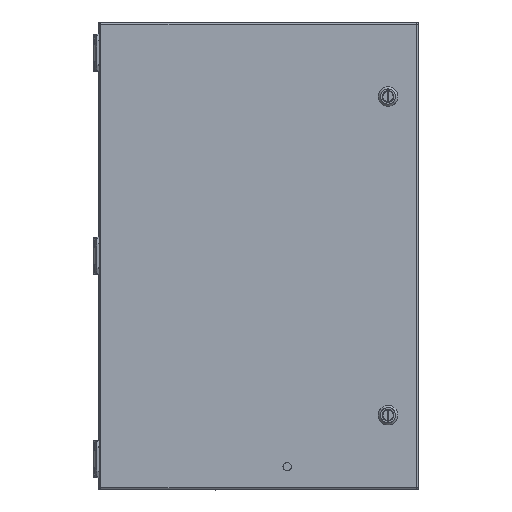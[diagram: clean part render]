
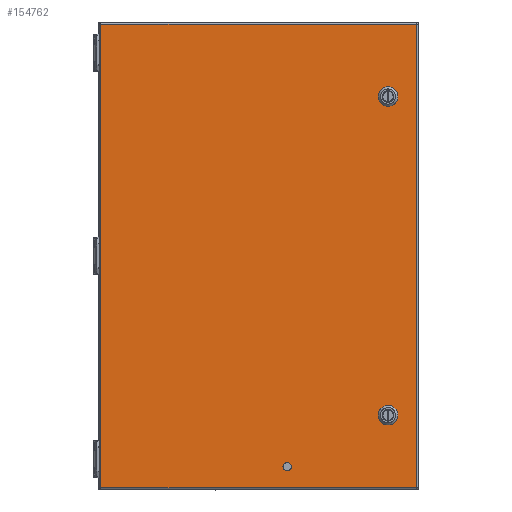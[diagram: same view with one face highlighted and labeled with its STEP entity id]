
A CAD part, top view. The second image highlights one B-rep face of the part: STEP entity #154762.
In plain terms, the highlighted planar face has unit normal (0, 0, 1).
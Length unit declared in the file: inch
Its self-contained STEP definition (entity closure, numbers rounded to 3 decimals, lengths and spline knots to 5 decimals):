
#4417 = LINE ( 'NONE', #113654, #112777 ) ;
#8017 = VECTOR ( 'NONE', #57677, 39.37008 ) ;
#11550 = VECTOR ( 'NONE', #98557, 39.37008 ) ;
#17452 = LINE ( 'NONE', #59412, #8017 ) ;
#22793 = DIRECTION ( 'NONE',  ( 1., 0., 0. ) ) ;
#23673 = DIRECTION ( 'NONE',  ( 0., 0., 1. ) ) ;
#29730 = CARTESIAN_POINT ( 'NONE',  ( 6.40945, -9.41016, 2.63453 ) ) ;
#30101 = EDGE_CURVE ( 'NONE', #62132, #50686, #4417, .T. ) ;
#36964 = EDGE_CURVE ( 'NONE', #92744, #71171, #17452, .T. ) ;
#45056 = DIRECTION ( 'NONE',  ( -1., 0., 0. ) ) ;
#47720 = CARTESIAN_POINT ( 'NONE',  ( -6.4707, 9.41, 2.63453 ) ) ;
#50686 = VERTEX_POINT ( 'NONE', #144240 ) ;
#57677 = DIRECTION ( 'NONE',  ( 0., 1., 0. ) ) ;
#59412 = CARTESIAN_POINT ( 'NONE',  ( 6.40945, 9.47, 2.63453 ) ) ;
#61349 = EDGE_CURVE ( 'NONE', #50686, #92744, #78897, .T. ) ;
#62054 = FACE_OUTER_BOUND ( 'NONE', #105409, .T. ) ;
#62132 = VERTEX_POINT ( 'NONE', #167707 ) ;
#65927 = VECTOR ( 'NONE', #45056, 39.37008 ) ;
#69129 = ORIENTED_EDGE ( 'NONE', *, *, #36964, .T. ) ;
#69388 = ORIENTED_EDGE ( 'NONE', *, *, #61349, .T. ) ;
#71171 = VERTEX_POINT ( 'NONE', #101490 ) ;
#78897 = LINE ( 'NONE', #81582, #11550 ) ;
#81582 = CARTESIAN_POINT ( 'NONE',  ( 6.46945, -9.41016, 2.63453 ) ) ;
#86386 = ORIENTED_EDGE ( 'NONE', *, *, #114405, .T. ) ;
#90783 = PLANE ( 'NONE',  #176676 ) ;
#92744 = VERTEX_POINT ( 'NONE', #29730 ) ;
#98557 = DIRECTION ( 'NONE',  ( 1., 0., 0. ) ) ;
#101490 = CARTESIAN_POINT ( 'NONE',  ( 6.40945, 9.41, 2.63453 ) ) ;
#105409 = EDGE_LOOP ( 'NONE', ( #69129, #86386, #117944, #69388 ) ) ;
#112777 = VECTOR ( 'NONE', #168252, 39.37008 ) ;
#113654 = CARTESIAN_POINT ( 'NONE',  ( -6.4107, -9.47016, 2.63453 ) ) ;
#114405 = EDGE_CURVE ( 'NONE', #71171, #62132, #154298, .T. ) ;
#117944 = ORIENTED_EDGE ( 'NONE', *, *, #30101, .T. ) ;
#144240 = CARTESIAN_POINT ( 'NONE',  ( -6.4107, -9.41016, 2.63453 ) ) ;
#145413 = CARTESIAN_POINT ( 'NONE',  ( 2.49945, -4.50016, 2.63453 ) ) ;
#154298 = LINE ( 'NONE', #47720, #65927 ) ;
#154762 = ADVANCED_FACE ( 'NONE', ( #62054 ), #90783, .T. ) ;
#167707 = CARTESIAN_POINT ( 'NONE',  ( -6.4107, 9.41, 2.63453 ) ) ;
#168252 = DIRECTION ( 'NONE',  ( 0., -1., 0. ) ) ;
#176676 = AXIS2_PLACEMENT_3D ( 'NONE', #145413, #23673, #22793 ) ;
